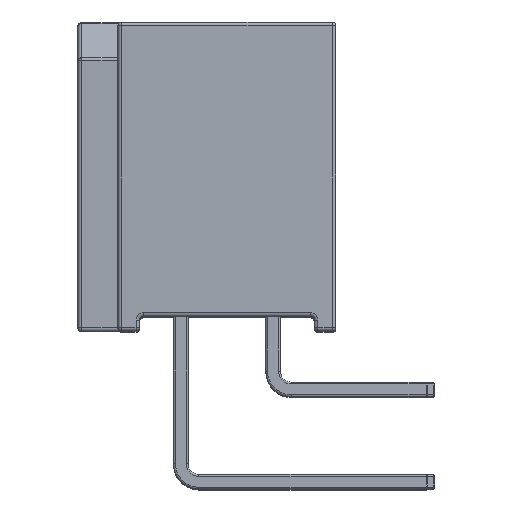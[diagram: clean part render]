
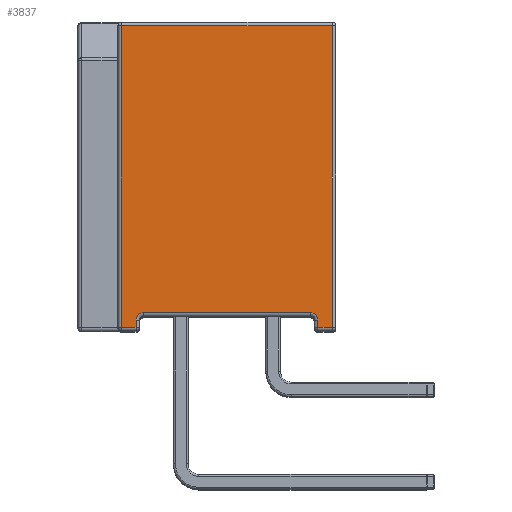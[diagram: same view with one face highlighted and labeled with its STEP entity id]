
A CAD part, top view. The second image highlights one B-rep face of the part: STEP entity #3837.
In plain terms, the highlighted face is planar.
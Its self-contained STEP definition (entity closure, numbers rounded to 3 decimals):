
#254 = DIRECTION ( 'NONE',  ( 0., 1., 0. ) ) ;
#350 = EDGE_CURVE ( 'NONE', #6179, #1625, #1383, .T. ) ;
#360 = CARTESIAN_POINT ( 'NONE',  ( 0., -4.15, 2.5 ) ) ;
#399 = CARTESIAN_POINT ( 'NONE',  ( 0., -4.35, 2.9 ) ) ;
#518 = ORIENTED_EDGE ( 'NONE', *, *, #1691, .F. ) ;
#614 = VERTEX_POINT ( 'NONE', #798 ) ;
#619 = VECTOR ( 'NONE', #5815, 1000. ) ;
#690 = EDGE_CURVE ( 'NONE', #3834, #6179, #4951, .T. ) ;
#798 = CARTESIAN_POINT ( 'NONE',  ( 0., -3.95, -2.3 ) ) ;
#848 = VERTEX_POINT ( 'NONE', #953 ) ;
#953 = CARTESIAN_POINT ( 'NONE',  ( 0., -4.35, -2.5 ) ) ;
#1075 = DIRECTION ( 'NONE',  ( 1., 0., 0. ) ) ;
#1298 = CARTESIAN_POINT ( 'NONE',  ( 0., 3.95, -2.9 ) ) ;
#1383 = LINE ( 'NONE', #5451, #6982 ) ;
#1618 = VERTEX_POINT ( 'NONE', #6313 ) ;
#1625 = VERTEX_POINT ( 'NONE', #6332 ) ;
#1691 = EDGE_CURVE ( 'NONE', #1924, #614, #5685, .T. ) ;
#1829 = EDGE_CURVE ( 'NONE', #4744, #6659, #2859, .T. ) ;
#1850 = ORIENTED_EDGE ( 'NONE', *, *, #690, .T. ) ;
#1924 = VERTEX_POINT ( 'NONE', #4924 ) ;
#1953 = LINE ( 'NONE', #6352, #3238 ) ;
#1985 = ORIENTED_EDGE ( 'NONE', *, *, #5596, .T. ) ;
#2141 = CARTESIAN_POINT ( 'NONE',  ( 0., -4.15, 2.3 ) ) ;
#2434 = EDGE_CURVE ( 'NONE', #1618, #3641, #3185, .T. ) ;
#2544 = ORIENTED_EDGE ( 'NONE', *, *, #4822, .T. ) ;
#2668 = DIRECTION ( 'NONE',  ( 0., 0., -1. ) ) ;
#2675 = VECTOR ( 'NONE', #3858, 1000. ) ;
#2693 = DIRECTION ( 'NONE',  ( 0., 0., -1. ) ) ;
#2762 = VECTOR ( 'NONE', #254, 1000. ) ;
#2764 = EDGE_CURVE ( 'NONE', #1625, #3641, #2932, .T. ) ;
#2783 = DIRECTION ( 'NONE',  ( 0., 0., -1. ) ) ;
#2829 = LINE ( 'NONE', #5425, #5708 ) ;
#2859 = LINE ( 'NONE', #3304, #2675 ) ;
#2932 = LINE ( 'NONE', #6768, #2762 ) ;
#2954 = ORIENTED_EDGE ( 'NONE', *, *, #4978, .T. ) ;
#2978 = VECTOR ( 'NONE', #5670, 1000. ) ;
#3148 = DIRECTION ( 'NONE',  ( 1., 0., 0. ) ) ;
#3185 = CIRCLE ( 'NONE', #6472, 0.2 ) ;
#3238 = VECTOR ( 'NONE', #3653, 1000. ) ;
#3304 = CARTESIAN_POINT ( 'NONE',  ( 0., 0., -2.9 ) ) ;
#3347 = ORIENTED_EDGE ( 'NONE', *, *, #350, .T. ) ;
#3435 = AXIS2_PLACEMENT_3D ( 'NONE', #3787, #1075, #4874 ) ;
#3641 = VERTEX_POINT ( 'NONE', #360 ) ;
#3653 = DIRECTION ( 'NONE',  ( 0., 0., 1. ) ) ;
#3773 = DIRECTION ( 'NONE',  ( 0., 0., -1. ) ) ;
#3787 = CARTESIAN_POINT ( 'NONE',  ( 0., 0., 0. ) ) ;
#3834 = VERTEX_POINT ( 'NONE', #5389 ) ;
#3837 = ADVANCED_FACE ( 'NONE', ( #4969 ), #6481, .T. ) ;
#3858 = DIRECTION ( 'NONE',  ( 0., 1., 0. ) ) ;
#4447 = LINE ( 'NONE', #5130, #2978 ) ;
#4453 = ORIENTED_EDGE ( 'NONE', *, *, #1829, .T. ) ;
#4703 = AXIS2_PLACEMENT_3D ( 'NONE', #6416, #3148, #6959 ) ;
#4744 = VERTEX_POINT ( 'NONE', #5606 ) ;
#4822 = EDGE_CURVE ( 'NONE', #1924, #848, #4447, .T. ) ;
#4874 = DIRECTION ( 'NONE',  ( 0., 0., -1. ) ) ;
#4888 = VECTOR ( 'NONE', #2668, 1000. ) ;
#4924 = CARTESIAN_POINT ( 'NONE',  ( 0., -4.15, -2.5 ) ) ;
#4937 = ORIENTED_EDGE ( 'NONE', *, *, #2764, .T. ) ;
#4951 = LINE ( 'NONE', #5170, #619 ) ;
#4969 = FACE_OUTER_BOUND ( 'NONE', #6926, .T. ) ;
#4978 = EDGE_CURVE ( 'NONE', #6659, #3834, #1953, .T. ) ;
#5130 = CARTESIAN_POINT ( 'NONE',  ( 0., -4.45, -2.5 ) ) ;
#5170 = CARTESIAN_POINT ( 'NONE',  ( 0., 0., 2.9 ) ) ;
#5389 = CARTESIAN_POINT ( 'NONE',  ( 0., 3.95, 2.9 ) ) ;
#5425 = CARTESIAN_POINT ( 'NONE',  ( 0., -4.35, -3. ) ) ;
#5451 = CARTESIAN_POINT ( 'NONE',  ( 0., -4.35, 0. ) ) ;
#5596 = EDGE_CURVE ( 'NONE', #1618, #614, #6314, .T. ) ;
#5606 = CARTESIAN_POINT ( 'NONE',  ( 0., -4.35, -2.9 ) ) ;
#5670 = DIRECTION ( 'NONE',  ( 0., -1., 0. ) ) ;
#5685 = CIRCLE ( 'NONE', #4703, 0.2 ) ;
#5708 = VECTOR ( 'NONE', #3773, 1000. ) ;
#5815 = DIRECTION ( 'NONE',  ( 0., -1., 0. ) ) ;
#5863 = ORIENTED_EDGE ( 'NONE', *, *, #2434, .F. ) ;
#5955 = DIRECTION ( 'NONE',  ( 1., 0., 0. ) ) ;
#6179 = VERTEX_POINT ( 'NONE', #399 ) ;
#6181 = ORIENTED_EDGE ( 'NONE', *, *, #6463, .T. ) ;
#6313 = CARTESIAN_POINT ( 'NONE',  ( 0., -3.95, 2.3 ) ) ;
#6314 = LINE ( 'NONE', #6444, #4888 ) ;
#6332 = CARTESIAN_POINT ( 'NONE',  ( 0., -4.35, 2.5 ) ) ;
#6352 = CARTESIAN_POINT ( 'NONE',  ( 0., 3.95, 0. ) ) ;
#6416 = CARTESIAN_POINT ( 'NONE',  ( 0., -4.15, -2.3 ) ) ;
#6444 = CARTESIAN_POINT ( 'NONE',  ( 0., -3.95, 0. ) ) ;
#6463 = EDGE_CURVE ( 'NONE', #848, #4744, #2829, .T. ) ;
#6472 = AXIS2_PLACEMENT_3D ( 'NONE', #2141, #5955, #2693 ) ;
#6481 = PLANE ( 'NONE',  #3435 ) ;
#6659 = VERTEX_POINT ( 'NONE', #1298 ) ;
#6768 = CARTESIAN_POINT ( 'NONE',  ( 0., -4.05, 2.5 ) ) ;
#6926 = EDGE_LOOP ( 'NONE', ( #3347, #4937, #5863, #1985, #518, #2544, #6181, #4453, #2954, #1850 ) ) ;
#6959 = DIRECTION ( 'NONE',  ( 0., 0., -1. ) ) ;
#6982 = VECTOR ( 'NONE', #2783, 1000. ) ;
